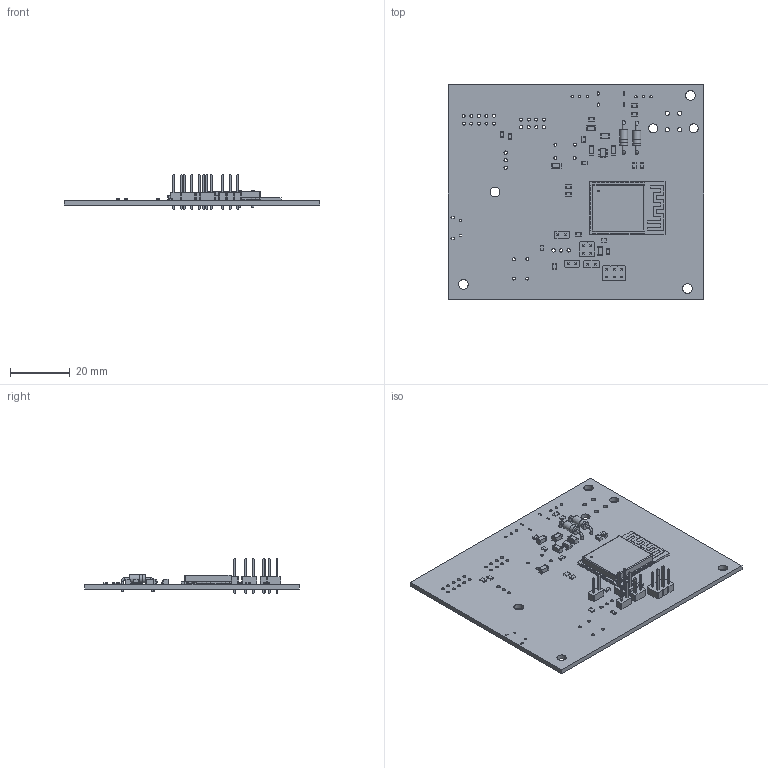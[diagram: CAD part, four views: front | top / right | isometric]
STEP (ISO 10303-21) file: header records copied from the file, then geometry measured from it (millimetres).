
FILE_DESCRIPTION(('KiCad electronic assembly'),'2;1');
FILE_NAME('Final Project V1.step','2025-04-08T17:18:05',('Pcbnew'),( 'Kicad'),'Open CASCADE STEP processor 7.8','KiCad to STEP converter' ,'Unknown');
FILE_SCHEMA(('AUTOMOTIVE_DESIGN { 1 0 10303 214 1 1 1 1 }'));
Length unit declared in the file: millimetre
Products named in the file (20): Final Project V1 1; D_DO-41_SOD81_P10.16mm_Horizontal; R_0805_2012Metric; ESP32-S3-WROOM-1; C_1206_3216Metric; PinHeader_2x02_P2.54mm_Vertical; PinHeader_2x02_P254mm_Vertical; C_0805_2012Metric; PinHeader_2x03_P2.54mm_Vertical; PinHeader_2x03_P254mm_Vertical; PinHeader_2x01_P2.54mm_Vertical; PinHeader_2x01_P254mm_Vertical; SOT-23-5; SOT_23_5; Final Project V1_PCB
Assembly tree (41 placements, depth 3):
  Final Project V1 1
    D_DO-41_SOD81_P10.16mm_Horizontal  x2
      D_DO-41_SOD81_P10.16mm_Horizontal
    R_0805_2012Metric  x14
      R_0805_2012Metric
    ESP32-S3-WROOM-1
      ESP32-S3-WROOM-1
    C_1206_3216Metric  x6
      C_1206_3216Metric
    PinHeader_2x02_P2.54mm_Vertical
      PinHeader_2x02_P254mm_Vertical
    C_0805_2012Metric  x2
      C_0805_2012Metric
    PinHeader_2x03_P2.54mm_Vertical
      PinHeader_2x03_P254mm_Vertical
    PinHeader_2x01_P2.54mm_Vertical  x3
      PinHeader_2x01_P254mm_Vertical
    SOT-23-5
      SOT_23_5
    Final Project V1_PCB
Bounding box: 85.6 x 72 x 11.54 mm (x, y, z)
Volume: 11165.9 mm3; surface area: 16361.7 mm2
Topology: 83 solids, 83 shells, 2476 faces, 6008 edges, 3760 vertices
Faces by surface type: plane 2012, cylinder 427, bspline 29, torus 4, sphere 4
Full cylindrical faces by diameter (mm): 0.2 x12, 0.5 x1, 0.8 x14, 0.99 x8, 1 x16, 1.016 x10, 1.02 x8, 1.1 x4, 1.143 x6, 1.448 x4, 2.7 x4, 2.72 x2, 3.048 x2, 3.2 x4
Entity records: 65777 total; most frequent: CARTESIAN_POINT 9239, ORIENTED_EDGE 8914, DIRECTION 8667, EDGE_CURVE 4457, LINE 3935, VECTOR 3935, VERTEX_POINT 2758, AXIS2_PLACEMENT_3D 2366
